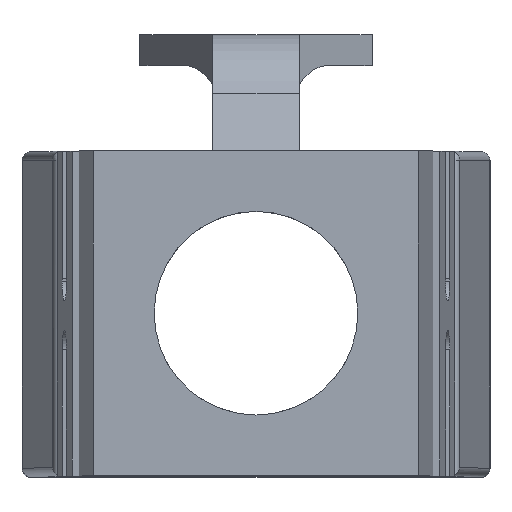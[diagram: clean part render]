
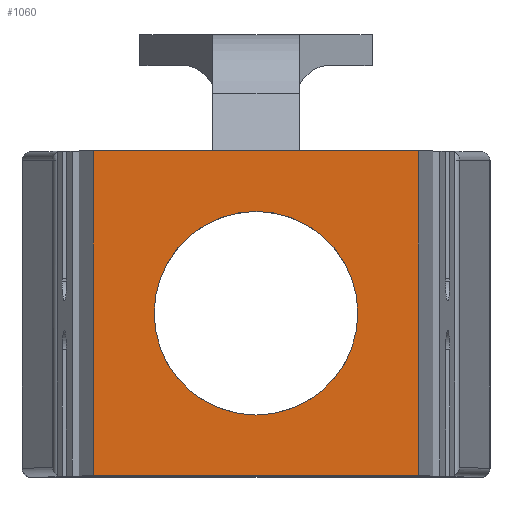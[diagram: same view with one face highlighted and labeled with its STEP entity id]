
A CAD part, top view. The second image highlights one B-rep face of the part: STEP entity #1060.
In plain terms, the highlighted planar face has unit normal (0, 0, 1).
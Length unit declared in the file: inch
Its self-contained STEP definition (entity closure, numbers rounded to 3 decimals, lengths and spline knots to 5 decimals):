
#34 = DIRECTION ( 'NONE',  ( 0., -1., 0. ) ) ;
#35 = VECTOR ( 'NONE', #34, 39.37008 ) ;
#36 = CARTESIAN_POINT ( 'NONE',  ( 0.1875, 0.1875, 0.44672 ) ) ;
#37 = LINE ( 'NONE', #36, #35 ) ;
#113 = CARTESIAN_POINT ( 'NONE',  ( 0.1875, -0.1875, 0.44672 ) ) ;
#114 = DIRECTION ( 'NONE',  ( 1., 0., 0. ) ) ;
#115 = VECTOR ( 'NONE', #114, 39.37008 ) ;
#116 = CARTESIAN_POINT ( 'NONE',  ( 0.1875, -0.1875, 0.44672 ) ) ;
#117 = LINE ( 'NONE', #116, #115 ) ;
#118 = DIRECTION ( 'NONE',  ( 1., 0., 0. ) ) ;
#119 = DIRECTION ( 'NONE',  ( 0., 0., 1. ) ) ;
#120 = CARTESIAN_POINT ( 'NONE',  ( 0., 0., 0.44672 ) ) ;
#121 = AXIS2_PLACEMENT_3D ( 'NONE', #120, #119, #118 ) ;
#122 = CIRCLE ( 'NONE', #121, 0.1175 ) ;
#132 = AXIS2_PLACEMENT_3D ( 'NONE', #166, #165, #164 ) ;
#133 = FACE_OUTER_BOUND ( 'NONE', #1091, .T. ) ;
#134 = FACE_BOUND ( 'NONE', #1061, .T. ) ;
#164 = DIRECTION ( 'NONE',  ( -1., 0., 0. ) ) ;
#165 = DIRECTION ( 'NONE',  ( 0., 0., -1. ) ) ;
#166 = CARTESIAN_POINT ( 'NONE',  ( 0.1875, 0.1875, 0.44672 ) ) ;
#171 = PLANE ( 'NONE',  #132 ) ;
#371 = VERTEX_POINT ( 'NONE', #2020 ) ;
#375 = EDGE_CURVE ( 'NONE', #435, #371, #2012, .T. ) ;
#435 = VERTEX_POINT ( 'NONE', #2267 ) ;
#535 = EDGE_CURVE ( 'NONE', #553, #544, #2351, .T. ) ;
#544 = VERTEX_POINT ( 'NONE', #2430 ) ;
#553 = VERTEX_POINT ( 'NONE', #2450 ) ;
#814 = EDGE_CURVE ( 'NONE', #553, #815, #4325, .T. ) ;
#815 = VERTEX_POINT ( 'NONE', #4321 ) ;
#1045 = ORIENTED_EDGE ( 'NONE', *, *, #1046, .F. ) ;
#1046 = EDGE_CURVE ( 'NONE', #815, #1094, #37, .T. ) ;
#1047 = ORIENTED_EDGE ( 'NONE', *, *, #814, .F. ) ;
#1048 = ORIENTED_EDGE ( 'NONE', *, *, #535, .T. ) ;
#1060 = ADVANCED_FACE ( 'NONE', ( #134, #133 ), #171, .F. ) ;
#1061 = EDGE_LOOP ( 'NONE', ( #1088, #1090 ) ) ;
#1088 = ORIENTED_EDGE ( 'NONE', *, *, #1089, .F. ) ;
#1089 = EDGE_CURVE ( 'NONE', #371, #435, #122, .T. ) ;
#1090 = ORIENTED_EDGE ( 'NONE', *, *, #375, .F. ) ;
#1091 = EDGE_LOOP ( 'NONE', ( #1092, #1045, #1047, #1048 ) ) ;
#1092 = ORIENTED_EDGE ( 'NONE', *, *, #1093, .T. ) ;
#1093 = EDGE_CURVE ( 'NONE', #544, #1094, #117, .T. ) ;
#1094 = VERTEX_POINT ( 'NONE', #113 ) ;
#2009 = DIRECTION ( 'NONE',  ( 1., 0., 0. ) ) ;
#2010 = DIRECTION ( 'NONE',  ( 0., 0., 1. ) ) ;
#2011 = AXIS2_PLACEMENT_3D ( 'NONE', #2018, #2010, #2009 ) ;
#2012 = CIRCLE ( 'NONE', #2011, 0.1175 ) ;
#2018 = CARTESIAN_POINT ( 'NONE',  ( 0., 0., 0.44672 ) ) ;
#2020 = CARTESIAN_POINT ( 'NONE',  ( 0.1175, 0., 0.44672 ) ) ;
#2267 = CARTESIAN_POINT ( 'NONE',  ( -0.1175, 0., 0.44672 ) ) ;
#2348 = DIRECTION ( 'NONE',  ( 0., -1., 0. ) ) ;
#2349 = VECTOR ( 'NONE', #2348, 39.37008 ) ;
#2350 = CARTESIAN_POINT ( 'NONE',  ( -0.1875, 0.1875, 0.44672 ) ) ;
#2351 = LINE ( 'NONE', #2350, #2349 ) ;
#2430 = CARTESIAN_POINT ( 'NONE',  ( -0.1875, -0.1875, 0.44672 ) ) ;
#2450 = CARTESIAN_POINT ( 'NONE',  ( -0.1875, 0.1875, 0.44672 ) ) ;
#4321 = CARTESIAN_POINT ( 'NONE',  ( 0.1875, 0.1875, 0.44672 ) ) ;
#4322 = DIRECTION ( 'NONE',  ( 1., 0., 0. ) ) ;
#4323 = VECTOR ( 'NONE', #4322, 39.37008 ) ;
#4324 = CARTESIAN_POINT ( 'NONE',  ( 0.1875, 0.1875, 0.44672 ) ) ;
#4325 = LINE ( 'NONE', #4324, #4323 ) ;
